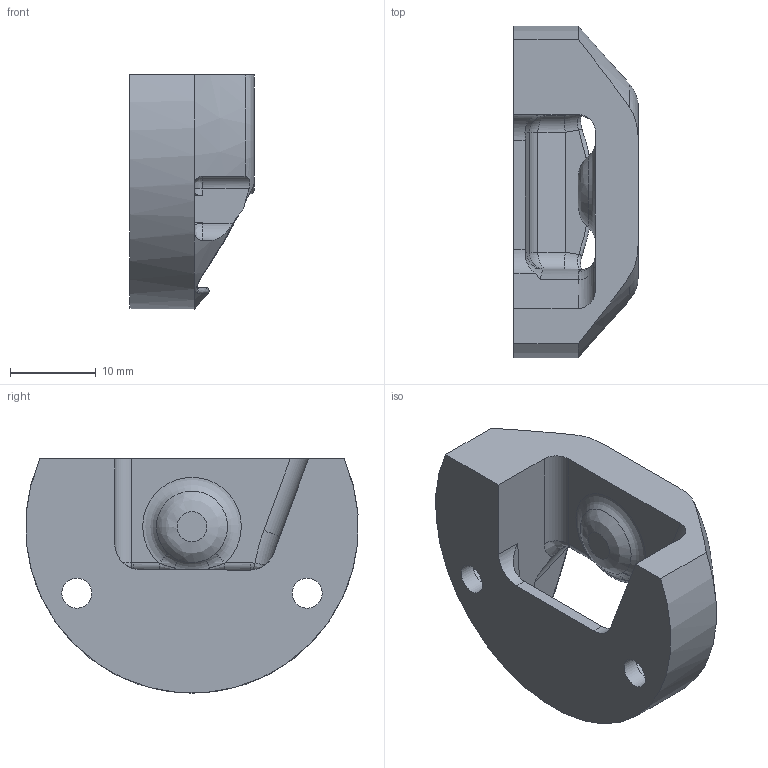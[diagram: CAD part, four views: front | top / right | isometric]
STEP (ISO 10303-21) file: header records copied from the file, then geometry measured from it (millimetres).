
FILE_DESCRIPTION(/* description */ ('','CAx-IF Rec.Pracs.---Representation and Presentation of Product Manufacturing Information (PMI)---4.0---2014-10-13'),/* implementation_level */ '2;1');
FILE_NAME(/* name */ 'end_bracket_wire_side_v31.step',/* time_stamp */ '2025-02-22T11:48:02-08:00',/* author */ (''),/* organization */ (''),/* preprocessor_version */ 'ST-DEVELOPER v20',/* originating_system */ 'Autodesk Translation Framework v13.20.0.188',/* authorisation */ '');
FILE_SCHEMA (('AP242_MANAGED_MODEL_BASED_3D_ENGINEERING_MIM_LF { 1 0 10303 442 1 1 4 }'));
Length unit declared in the file: millimetre
Products named in the file (1): end_bracket_wire_side
Bounding box: 14.5 x 38.7 x 27.3 mm (x, y, z)
Volume: 5545.7 mm3; surface area: 3893.9 mm2
Topology: 2 solids, 2 shells, 134 faces, 343 edges, 212 vertices
Faces by surface type: plane 43, cylinder 40, bspline 37, torus 9, cone 5
Full cylindrical faces by diameter (mm): 3.5 x2, 4 x1, 5.4 x1, 5.5 x1
Entity records: 5190 total; most frequent: CARTESIAN_POINT 2096, ORIENTED_EDGE 686, DIRECTION 577, EDGE_CURVE 343, AXIS2_PLACEMENT_3D 230, VERTEX_POINT 212, EDGE_LOOP 141, FACE_OUTER_BOUND 134
